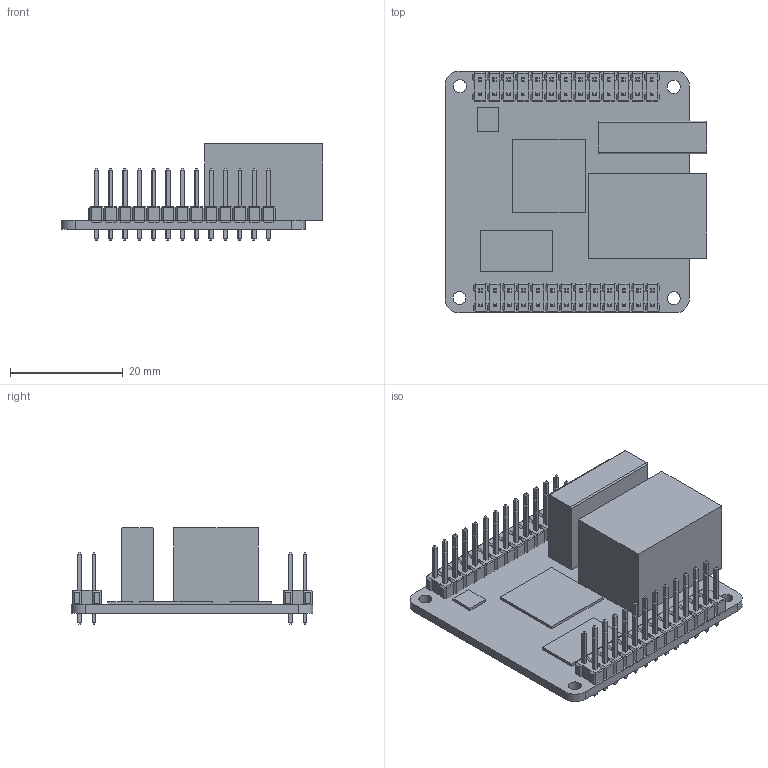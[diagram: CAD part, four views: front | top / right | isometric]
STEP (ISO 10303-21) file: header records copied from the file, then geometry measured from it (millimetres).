
FILE_DESCRIPTION (( 'STEP AP214' ), '1' );
FILE_NAME ('rockass.STEP', '2020-02-20T18:00:23', ( '' ), ( '' ), 'SwSTEP 2.0', 'SolidWorks 2019', '' );
FILE_SCHEMA (( 'AUTOMOTIVE_DESIGN' ));
Length unit declared in the file: millimetre
Products named in the file (3): rockass; Pin Header 2x13 TH Pitch 2.54mm; ROCKPI1
Assembly tree (3 placements, depth 2):
  rockass
    ROCKPI1
    Pin Header 2x13 TH Pitch 2.54mm  x2
Bounding box: 46.42 x 42.86 x 17.05 mm (x, y, z)
Volume: 8276 mm3; surface area: 10635.4 mm2
Topology: 79 solids, 79 shells, 1834 faces, 4486 edges, 2816 vertices
Faces by surface type: plane 1664, bspline 156, cylinder 14
Entity records: 26722 total; most frequent: CARTESIAN_POINT 7998, ORIENTED_EDGE 4656, EDGE_CURVE 2328, B_SPLINE_CURVE_WITH_KNOTS 2158, DIRECTION 1954, VERTEX_POINT 1464, EDGE_LOOP 1016, FACE_OUTER_BOUND 950
